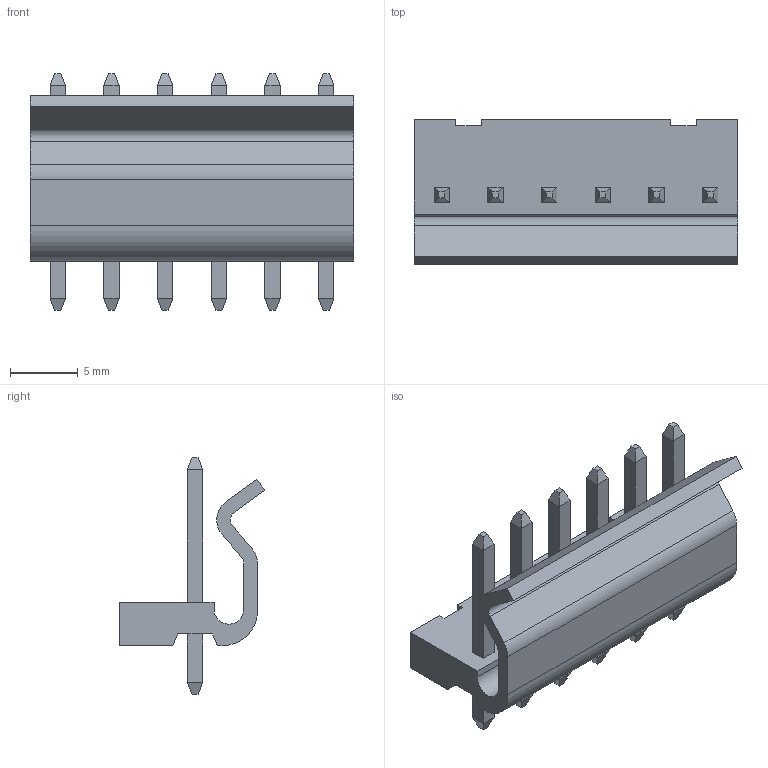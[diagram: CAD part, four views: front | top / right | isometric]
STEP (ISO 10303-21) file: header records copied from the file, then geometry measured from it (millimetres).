
FILE_DESCRIPTION(/* description */ ('Unknown'),/* implementation_level */ '2;1');
FILE_NAME(/* name */ 'J_Wurth_WR-WTB_645006114822',/* time_stamp */ '2025-05-21T09:56:36+08:00',/* author */ ('Unknown'),/* organization */ ('Unknown'),/* preprocessor_version */ 'ST-DEVELOPER v19.4',/* originating_system */ 'Solid Edge',/* authorisation */ 'Unknown');
FILE_SCHEMA (('AUTOMOTIVE_DESIGN {1 0 10303 214 3 1 1}'));
Length unit declared in the file: millimetre
Products named in the file (2): J_Wurth_WR-WTB_645006114822
Assembly tree (1 placements, depth 2):
  J_Wurth_WR-WTB_645006114822
    J_Wurth_WR-WTB_645006114822
Bounding box: 23.87 x 10.75 x 17.45 mm (x, y, z)
Volume: 940.1 mm3; surface area: 1744.6 mm2
Topology: 1 solids, 1 shells, 169 faces, 399 edges, 250 vertices
Faces by surface type: plane 163, cylinder 6
Entity records: 5927 total; most frequent: CARTESIAN_POINT 820, ORIENTED_EDGE 798, DIRECTION 753, EDGE_CURVE 399, LINE 387, VECTOR 387, VERTEX_POINT 250, EDGE_LOOP 187
